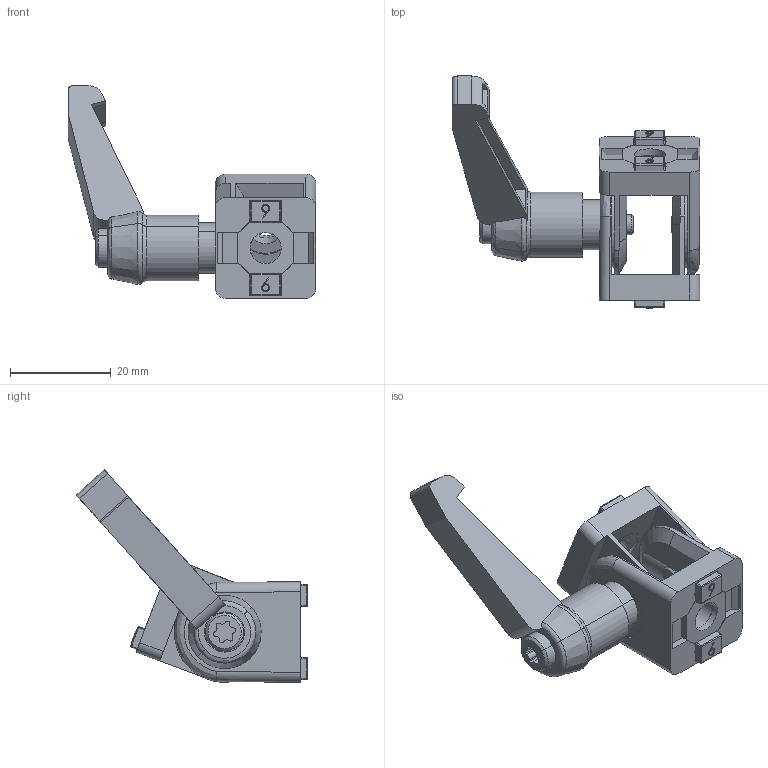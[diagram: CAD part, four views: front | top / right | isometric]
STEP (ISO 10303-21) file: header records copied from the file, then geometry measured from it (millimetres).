
FILE_DESCRIPTION(/* description */ ('Kloubový spoj s aretací pro profil 20x20 (řada 20)'),/* implementation_level */ '2;1');
FILE_NAME(/* name */ '322021.stp',/* time_stamp */ '2022-10-07T08:12:32+02:00',/* author */ ('aluteckkpl_am'),/* organization */ (''),/* preprocessor_version */ 'ST-DEVELOPER v18.1',/* originating_system */ 'Autodesk Inventor 2021',/* authorisation */ '');
FILE_SCHEMA (('CONFIG_CONTROL_DESIGN'));
Length unit declared in the file: millimetre
Products named in the file (7): 322021; 322021_001; 322021_002; 322021_004; 322021_005; 322021_003; 322021_006
Assembly tree (10 placements, depth 2):
  322021
    322021_001  x2
    322021_002  x2
    322021_004  x2
    322021_005  x2
    322021_003
    322021_006
Bounding box: 49.3 x 46.06 x 42.27 mm (x, y, z)
Volume: 10314.7 mm3; surface area: 10780.1 mm2
Topology: 10 solids, 10 shells, 462 faces, 1186 edges, 768 vertices
Faces by surface type: plane 254, cylinder 134, torus 20, cone 20, bspline 18, sphere 16
Full cylindrical faces by diameter (mm): 1.2 x4, 1.5 x8, 3.242 x2, 4 x1, 6.2 x6, 8 x1, 8.1 x2, 10.3 x2, 10.9 x2, 11 x4, 13.9 x2, 14 x2, 17 x2, 17.1 x2
Entity records: 9479 total; most frequent: CARTESIAN_POINT 2071, DIRECTION 1533, ORIENTED_EDGE 1452, EDGE_CURVE 726, AXIS2_PLACEMENT_3D 572, VERTEX_POINT 470, LINE 389, VECTOR 389
